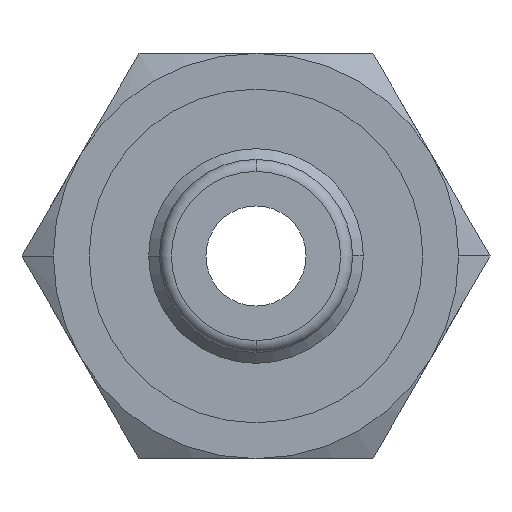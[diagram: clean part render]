
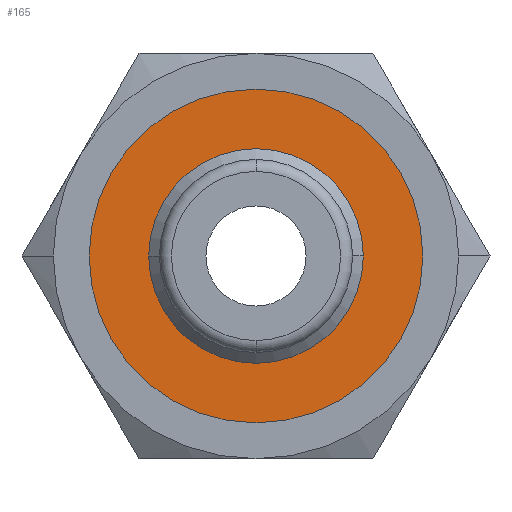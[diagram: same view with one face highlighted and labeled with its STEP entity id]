
A CAD part, front view. The second image highlights one B-rep face of the part: STEP entity #165.
In plain terms, the highlighted planar face has unit normal (0, -1, 0).
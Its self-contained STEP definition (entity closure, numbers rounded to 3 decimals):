
#165=ADVANCED_FACE('',(#333,#334),#335,.T.);
#333=FACE_OUTER_BOUND('',#498,.T.);
#334=FACE_BOUND('',#499,.T.);
#335=PLANE('',#500);
#498=EDGE_LOOP('',(#892,#893));
#499=EDGE_LOOP('',(#894,#895));
#500=AXIS2_PLACEMENT_3D('',#896,#897,#898);
#892=ORIENTED_EDGE('',*,*,#963,.T.);
#893=ORIENTED_EDGE('',*,*,#983,.T.);
#894=ORIENTED_EDGE('',*,*,#1017,.F.);
#895=ORIENTED_EDGE('',*,*,#1019,.F.);
#896=CARTESIAN_POINT('',(0.0,14.0,0.0));
#897=DIRECTION('',(0.0,-1.0,0.0));
#898=DIRECTION('',(-1.0,0.0,0.0));
#963=EDGE_CURVE('',#1135,#1140,#1142,.T.);
#983=EDGE_CURVE('',#1140,#1135,#1174,.T.);
#1017=EDGE_CURVE('',#1226,#1223,#1228,.T.);
#1019=EDGE_CURVE('',#1223,#1226,#1230,.T.);
#1135=VERTEX_POINT('',#1409);
#1140=VERTEX_POINT('',#1415);
#1142=CIRCLE('',#1418,7.0);
#1174=CIRCLE('',#1455,7.0);
#1223=VERTEX_POINT('',#1598);
#1226=VERTEX_POINT('',#1602);
#1228=CIRCLE('',#1605,4.5);
#1230=CIRCLE('',#1607,4.5);
#1409=CARTESIAN_POINT('',(7.0,14.0,0.0));
#1415=CARTESIAN_POINT('',(-7.0,14.0,0.));
#1418=AXIS2_PLACEMENT_3D('',#1868,#1869,#1870);
#1455=AXIS2_PLACEMENT_3D('',#1903,#1904,#1905);
#1598=CARTESIAN_POINT('',(4.5,14.0,0.));
#1602=CARTESIAN_POINT('',(-4.5,14.0,0.));
#1605=AXIS2_PLACEMENT_3D('',#1944,#1945,#1946);
#1607=AXIS2_PLACEMENT_3D('',#1947,#1948,#1949);
#1868=CARTESIAN_POINT('',(0.0,14.0,0.0));
#1869=DIRECTION('',(0.0,-1.0,0.0));
#1870=DIRECTION('',(1.0,0.0,0.0));
#1903=CARTESIAN_POINT('',(0.0,14.0,0.0));
#1904=DIRECTION('',(0.0,-1.0,0.0));
#1905=DIRECTION('',(1.0,0.0,0.0));
#1944=CARTESIAN_POINT('',(0.0,14.0,0.0));
#1945=DIRECTION('',(0.0,-1.0,0.0));
#1946=DIRECTION('',(1.0,0.0,0.0));
#1947=CARTESIAN_POINT('',(0.0,14.0,0.0));
#1948=DIRECTION('',(0.0,-1.0,0.0));
#1949=DIRECTION('',(1.0,0.0,0.0));
